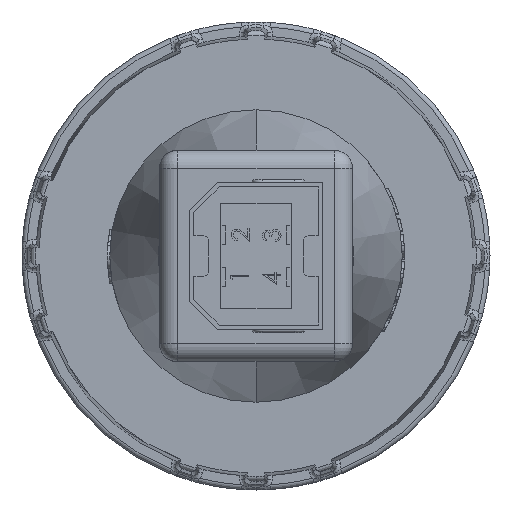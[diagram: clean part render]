
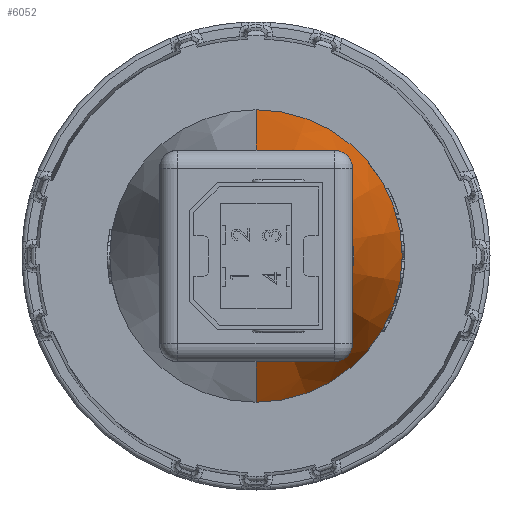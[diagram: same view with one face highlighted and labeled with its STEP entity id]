
A CAD part, front view. The second image highlights one B-rep face of the part: STEP entity #6052.
In plain terms, the highlighted conical face has half-angle 13.461 degrees and reference radius 5.08 mm.
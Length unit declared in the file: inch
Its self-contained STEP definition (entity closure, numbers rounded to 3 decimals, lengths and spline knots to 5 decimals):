
#6052 = ADVANCED_FACE ( 'NONE', ( #21297 ), #21295, .T. ) ;
#6053 = EDGE_LOOP ( 'NONE', ( #6054, #6058, #6060, #6061 ) ) ;
#6054 = ORIENTED_EDGE ( 'NONE', *, *, #6055, .T. ) ;
#6055 = EDGE_CURVE ( 'NONE', #6056, #6057, #21296, .T. ) ;
#6056 = VERTEX_POINT ( 'NONE', #21286 ) ;
#6057 = VERTEX_POINT ( 'NONE', #21285 ) ;
#6058 = ORIENTED_EDGE ( 'NONE', *, *, #6059, .T. ) ;
#6059 = EDGE_CURVE ( 'NONE', #6057, #6063, #21348, .T. ) ;
#6060 = ORIENTED_EDGE ( 'NONE', *, *, #6077, .F. ) ;
#6061 = ORIENTED_EDGE ( 'NONE', *, *, #6094, .F. ) ;
#6062 = VERTEX_POINT ( 'NONE', #21344 ) ;
#6063 = VERTEX_POINT ( 'NONE', #21343 ) ;
#6077 = EDGE_CURVE ( 'NONE', #6062, #6063, #21319, .T. ) ;
#6094 = EDGE_CURVE ( 'NONE', #6056, #6062, #21353, .T. ) ;
#21285 = CARTESIAN_POINT ( 'NONE',  ( 0., -1.43364, -0.20918 ) ) ;
#21286 = CARTESIAN_POINT ( 'NONE',  ( 0., -1.43364, 0.20918 ) ) ;
#21287 = DIRECTION ( 'NONE',  ( 0., 0., -1. ) ) ;
#21288 = DIRECTION ( 'NONE',  ( 0., 1., 0. ) ) ;
#21289 = CARTESIAN_POINT ( 'NONE',  ( 0., -1.43364, 0. ) ) ;
#21290 = AXIS2_PLACEMENT_3D ( 'NONE', #21289, #21288, #21287 ) ;
#21291 = DIRECTION ( 'NONE',  ( 0., 0., 1. ) ) ;
#21292 = DIRECTION ( 'NONE',  ( 0., 1., 0. ) ) ;
#21293 = CARTESIAN_POINT ( 'NONE',  ( 0., -1.472, 0. ) ) ;
#21294 = AXIS2_PLACEMENT_3D ( 'NONE', #21293, #21292, #21291 ) ;
#21295 = CONICAL_SURFACE ( 'NONE', #21294, 0.2, 0.235 ) ;
#21296 = CIRCLE ( 'NONE', #21290, 0.20918 ) ;
#21297 = FACE_OUTER_BOUND ( 'NONE', #6053, .T. ) ;
#21319 = CIRCLE ( 'NONE', #21381, 0.3125 ) ;
#21343 = CARTESIAN_POINT ( 'NONE',  ( 0., -1.002, -0.3125 ) ) ;
#21344 = CARTESIAN_POINT ( 'NONE',  ( 0., -1.002, 0.3125 ) ) ;
#21345 = DIRECTION ( 'NONE',  ( 0., 0.973, -0.233 ) ) ;
#21346 = VECTOR ( 'NONE', #21345, 39.37008 ) ;
#21347 = CARTESIAN_POINT ( 'NONE',  ( 0., -1.472, -0.2 ) ) ;
#21348 = LINE ( 'NONE', #21347, #21346 ) ;
#21350 = DIRECTION ( 'NONE',  ( 0., 0.973, 0.233 ) ) ;
#21351 = VECTOR ( 'NONE', #21350, 39.37008 ) ;
#21352 = CARTESIAN_POINT ( 'NONE',  ( 0., -1.472, 0.2 ) ) ;
#21353 = LINE ( 'NONE', #21352, #21351 ) ;
#21378 = DIRECTION ( 'NONE',  ( 0., 0., 1. ) ) ;
#21379 = DIRECTION ( 'NONE',  ( 0., 1., 0. ) ) ;
#21380 = CARTESIAN_POINT ( 'NONE',  ( 0., -1.002, 0. ) ) ;
#21381 = AXIS2_PLACEMENT_3D ( 'NONE', #21380, #21379, #21378 ) ;
